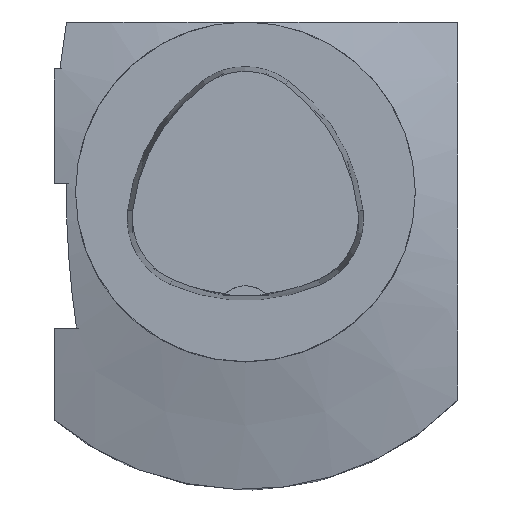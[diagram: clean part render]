
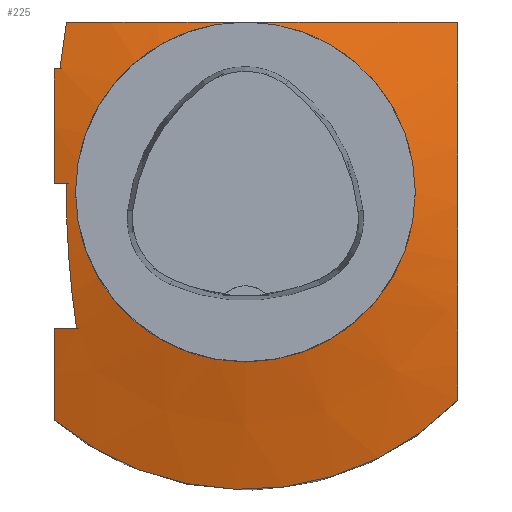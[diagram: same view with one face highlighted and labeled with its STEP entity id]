
A CAD part, top view. The second image highlights one B-rep face of the part: STEP entity #225.
In plain terms, the highlighted conical face has half-angle 75 degrees and reference radius 40 mm.
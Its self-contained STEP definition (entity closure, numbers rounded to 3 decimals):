
#90=CONICAL_SURFACE('',#1362,40.,75.);
#124=CIRCLE('',#1360,70.);
#125=CIRCLE('',#1361,40.);
#176=B_SPLINE_CURVE_WITH_KNOTS('',3,(#1905,#1906,#1907,#1908),
 .UNSPECIFIED.,.F.,.F.,(4,4),(0.,1.),.UNSPECIFIED.);
#177=B_SPLINE_CURVE_WITH_KNOTS('',3,(#1911,#1912,#1913,#1914),
 .UNSPECIFIED.,.F.,.F.,(4,4),(0.,1.),.UNSPECIFIED.);
#178=B_SPLINE_CURVE_WITH_KNOTS('',3,(#1916,#1917,#1918,#1919),
 .UNSPECIFIED.,.F.,.F.,(4,4),(0.,1.),.UNSPECIFIED.);
#179=B_SPLINE_CURVE_WITH_KNOTS('',3,(#1921,#1922,#1923,#1924),
 .UNSPECIFIED.,.F.,.F.,(4,4),(0.,1.),.UNSPECIFIED.);
#180=B_SPLINE_CURVE_WITH_KNOTS('',3,(#1926,#1927,#1928,#1929),
 .UNSPECIFIED.,.F.,.F.,(4,4),(0.,1.),.UNSPECIFIED.);
#181=B_SPLINE_CURVE_WITH_KNOTS('',3,(#1933,#1934,#1935,#1936,#1937,#1938),
 .UNSPECIFIED.,.F.,.F.,(4,2,4),(0.,0.5,1.),.UNSPECIFIED.);
#182=B_SPLINE_CURVE_WITH_KNOTS('',3,(#1940,#1941,#1942,#1943),
 .UNSPECIFIED.,.F.,.F.,(4,4),(0.,1.),.UNSPECIFIED.);
#183=B_SPLINE_CURVE_WITH_KNOTS('',3,(#1946,#1947,#1948,#1949),
 .UNSPECIFIED.,.F.,.F.,(4,4),(0.,1.),.UNSPECIFIED.);
#184=B_SPLINE_CURVE_WITH_KNOTS('',3,(#1951,#1952,#1953,#1954),
 .UNSPECIFIED.,.F.,.F.,(4,4),(0.,1.),.UNSPECIFIED.);
#185=B_SPLINE_CURVE_WITH_KNOTS('',3,(#1956,#1957,#1958,#1959),
 .UNSPECIFIED.,.F.,.F.,(4,4),(0.,1.),.UNSPECIFIED.);
#225=ADVANCED_FACE('',(#367),#90,.T.);
#367=FACE_OUTER_BOUND('',#439,.T.);
#439=EDGE_LOOP('',(#567,#568,#569,#570,#571,#572,#573,#574,#575,#576,#577,
#578));
#567=ORIENTED_EDGE('',*,*,#1027,.T.);
#568=ORIENTED_EDGE('',*,*,#1028,.T.);
#569=ORIENTED_EDGE('',*,*,#1029,.T.);
#570=ORIENTED_EDGE('',*,*,#1030,.T.);
#571=ORIENTED_EDGE('',*,*,#1031,.T.);
#572=ORIENTED_EDGE('',*,*,#1032,.T.);
#573=ORIENTED_EDGE('',*,*,#1033,.F.);
#574=ORIENTED_EDGE('',*,*,#1034,.F.);
#575=ORIENTED_EDGE('',*,*,#1035,.F.);
#576=ORIENTED_EDGE('',*,*,#1036,.F.);
#577=ORIENTED_EDGE('',*,*,#1037,.F.);
#578=ORIENTED_EDGE('',*,*,#1038,.F.);
#915=VERTEX_POINT('',#1909);
#916=VERTEX_POINT('',#1910);
#917=VERTEX_POINT('',#1915);
#918=VERTEX_POINT('',#1920);
#919=VERTEX_POINT('',#1925);
#920=VERTEX_POINT('',#1930);
#921=VERTEX_POINT('',#1932);
#922=VERTEX_POINT('',#1939);
#923=VERTEX_POINT('',#1944);
#924=VERTEX_POINT('',#1950);
#925=VERTEX_POINT('',#1955);
#1027=EDGE_CURVE('',#915,#916,#176,.T.);
#1028=EDGE_CURVE('',#916,#917,#177,.T.);
#1029=EDGE_CURVE('',#917,#918,#178,.T.);
#1030=EDGE_CURVE('',#918,#919,#179,.T.);
#1031=EDGE_CURVE('',#919,#920,#180,.T.);
#1032=EDGE_CURVE('',#920,#921,#124,.T.);
#1033=EDGE_CURVE('',#922,#921,#181,.T.);
#1034=EDGE_CURVE('',#923,#922,#182,.T.);
#1035=EDGE_CURVE('',#923,#923,#125,.T.);
#1036=EDGE_CURVE('',#924,#923,#183,.T.);
#1037=EDGE_CURVE('',#925,#924,#184,.T.);
#1038=EDGE_CURVE('',#915,#925,#185,.T.);
#1360=AXIS2_PLACEMENT_3D('',#1931,#1526,#1527);
#1361=AXIS2_PLACEMENT_3D('',#1945,#1528,#1529);
#1362=AXIS2_PLACEMENT_3D('',#1960,#1530,#1531);
#1526=DIRECTION('',(0.,0.,1.));
#1527=DIRECTION('',(-1.,0.,0.));
#1528=DIRECTION('',(0.,0.,1.));
#1529=DIRECTION('',(1.,0.,0.));
#1530=DIRECTION('',(0.,0.,-1.));
#1531=DIRECTION('',(1.,0.,0.));
#1905=CARTESIAN_POINT('',(-45.,29.,-33.627));
#1906=CARTESIAN_POINT('',(-45.,20.046,-32.327));
#1907=CARTESIAN_POINT('',(-45.,11.055,-31.459));
#1908=CARTESIAN_POINT('',(-45.,2.,-31.352));
#1909=CARTESIAN_POINT('',(-45.,29.,-33.627));
#1910=CARTESIAN_POINT('',(-45.,2.,-31.352));
#1911=CARTESIAN_POINT('',(-45.,2.,-31.352));
#1912=CARTESIAN_POINT('',(-44.052,2.,-31.098));
#1913=CARTESIAN_POINT('',(-43.104,2.,-30.844));
#1914=CARTESIAN_POINT('',(-42.155,2.,-30.59));
#1915=CARTESIAN_POINT('',(-42.155,2.,-30.59));
#1916=CARTESIAN_POINT('',(-42.155,2.,-30.59));
#1917=CARTESIAN_POINT('',(-42.27,-9.46,-30.475));
#1918=CARTESIAN_POINT('',(-41.343,-20.774,-31.403));
#1919=CARTESIAN_POINT('',(-39.783,-32.,-32.962));
#1920=CARTESIAN_POINT('',(-39.783,-32.,-32.962));
#1921=CARTESIAN_POINT('',(-39.783,-32.,-32.962));
#1922=CARTESIAN_POINT('',(-41.524,-32.,-33.326));
#1923=CARTESIAN_POINT('',(-43.263,-32.,-33.698));
#1924=CARTESIAN_POINT('',(-45.,-32.,-34.078));
#1925=CARTESIAN_POINT('',(-45.,-32.,-34.078));
#1926=CARTESIAN_POINT('',(-45.,-32.,-34.078));
#1927=CARTESIAN_POINT('',(-45.,-39.242,-35.202));
#1928=CARTESIAN_POINT('',(-45.,-46.441,-36.565));
#1929=CARTESIAN_POINT('',(-45.,-53.619,-38.038));
#1930=CARTESIAN_POINT('',(-45.,-53.619,-38.038));
#1931=CARTESIAN_POINT('',(0.,0.,-38.038));
#1932=CARTESIAN_POINT('',(50.,-48.99,-38.038));
#1933=CARTESIAN_POINT('',(50.,40.,-36.439));
#1934=CARTESIAN_POINT('',(50.,25.23,-33.967));
#1935=CARTESIAN_POINT('',(50.,10.431,-32.381));
#1936=CARTESIAN_POINT('',(50.,-19.29,-33.083));
#1937=CARTESIAN_POINT('',(50.,-34.232,-35.271));
#1938=CARTESIAN_POINT('',(50.,-48.99,-38.038));
#1939=CARTESIAN_POINT('',(50.,40.,-36.439));
#1940=CARTESIAN_POINT('',(0.,40.,-30.));
#1941=CARTESIAN_POINT('',(16.91,40.,-30.));
#1942=CARTESIAN_POINT('',(33.503,40.,-32.987));
#1943=CARTESIAN_POINT('',(50.,40.,-36.439));
#1944=CARTESIAN_POINT('',(0.,40.,-30.));
#1945=CARTESIAN_POINT('',(0.,0.,-30.));
#1946=CARTESIAN_POINT('',(-42.131,40.,-34.849));
#1947=CARTESIAN_POINT('',(-28.213,40.,-32.144));
#1948=CARTESIAN_POINT('',(-14.23,40.,-30.));
#1949=CARTESIAN_POINT('',(0.,40.,-30.));
#1950=CARTESIAN_POINT('',(-42.131,40.,-34.849));
#1951=CARTESIAN_POINT('',(-43.655,29.,-33.325));
#1952=CARTESIAN_POINT('',(-43.208,32.684,-33.772));
#1953=CARTESIAN_POINT('',(-42.695,36.349,-34.285));
#1954=CARTESIAN_POINT('',(-42.131,40.,-34.849));
#1955=CARTESIAN_POINT('',(-43.655,29.,-33.325));
#1956=CARTESIAN_POINT('',(-45.,29.,-33.627));
#1957=CARTESIAN_POINT('',(-44.552,29.,-33.526));
#1958=CARTESIAN_POINT('',(-44.103,29.,-33.425));
#1959=CARTESIAN_POINT('',(-43.655,29.,-33.325));
#1960=CARTESIAN_POINT('',(0.,0.,-30.));
